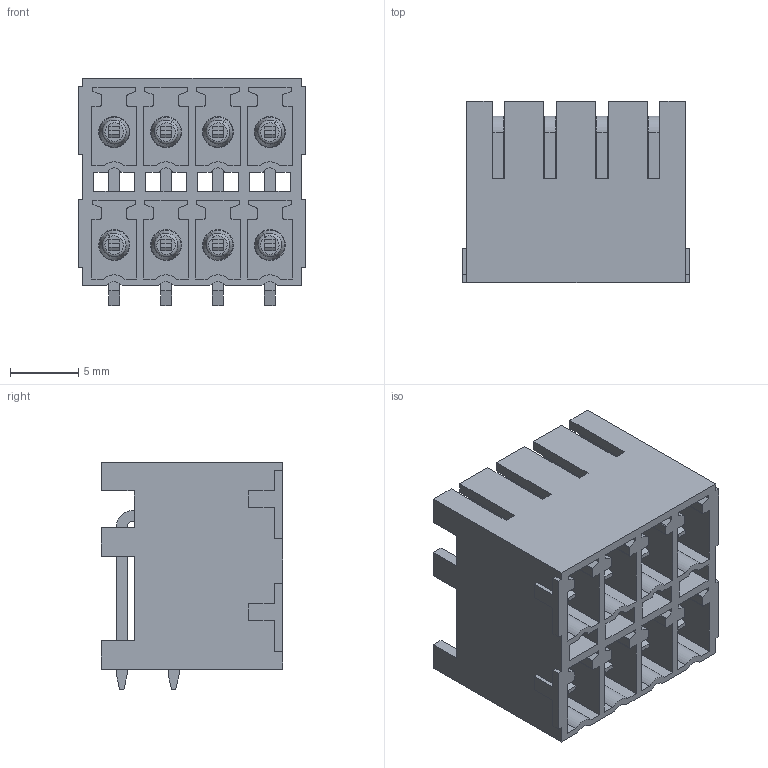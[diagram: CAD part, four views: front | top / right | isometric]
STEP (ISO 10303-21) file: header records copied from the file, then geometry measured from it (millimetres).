
FILE_DESCRIPTION(('CATIA V5 STEP Exchange','CAx-IF Rec.Pracs.--- Model Styling and Organization---1.4--- 2014-01-23'),'2;1');
FILE_NAME ('D1486113_0_2458520000_2458520000.stp','2021-05-18T11:51:25+00:00',('none'),('Weidmueller'),'CATIA Version 5-6 Release 2016 SP3 HF44','CATIA V5 STEP AP214','none');
FILE_SCHEMA(('AUTOMOTIVE_DESIGN { 1 0 10303 214 1 1 1 1 }'));
Length unit declared in the file: millimetre
Products named in the file (1): 2458520000
Bounding box: 16.63 x 13.3 x 16.7 mm (x, y, z)
Volume: 1245.3 mm3; surface area: 3812.1 mm2
Topology: 9 solids, 9 shells, 586 faces, 1636 edges, 1080 vertices
Faces by surface type: plane 478, cylinder 60, torus 32, cone 16
Entity records: 17964 total; most frequent: ORIENTED_EDGE 3272, CARTESIAN_POINT 3267, DIRECTION 2292, EDGE_CURVE 1636, VECTOR 1420, LINE 1420, VERTEX_POINT 1080, EDGE_LOOP 622
